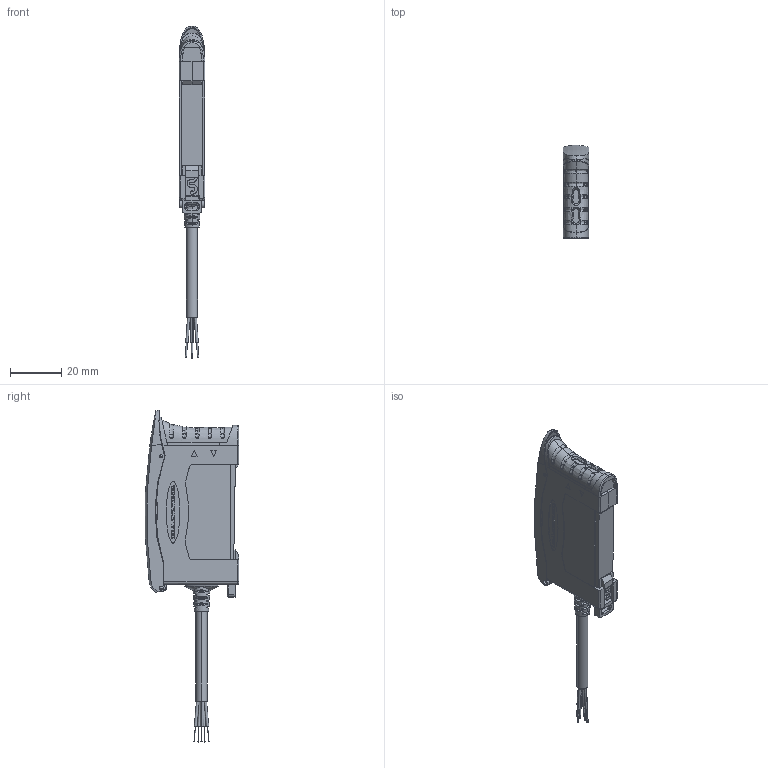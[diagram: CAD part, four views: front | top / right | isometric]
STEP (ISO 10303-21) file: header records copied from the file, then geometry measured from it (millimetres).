
FILE_DESCRIPTION((''),'2;1');
FILE_NAME('156684_SM01_ASM','2022-06-23T07:34:30',('PDMAdmin'),('BANNER ENGINEERING'),'CREO PARAMETRIC BY PTC INC, 2019292','CREO PARAMETRIC BY PTC INC, 2019292','');
FILE_SCHEMA(('CONFIG_CONTROL_DESIGN'));
Products named in the file (2): 156684_EP01; 156684_SM01_ASM
Assembly tree (1 placements, depth 2):
  156684_SM01_ASM
    156684_EP01
Bounding box: 10.1 x 36.42 x 129.64 mm (x, y, z)
Volume: 20159 mm3; surface area: 13755.4 mm2
Topology: 1 solids, 1 shells, 1362 faces, 3836 edges, 2489 vertices
Faces by surface type: plane 602, extrusion 386, cylinder 195, bspline 127, torus 31, cone 13, sphere 8
Entity records: 59071 total; most frequent: CARTESIAN_POINT 26681, ORIENTED_EDGE 7628, DIRECTION 4982, EDGE_CURVE 3814, VERTEX_POINT 2489, VECTOR 2342, LINE 1956, B_SPLINE_CURVE_WITH_KNOTS 1776
